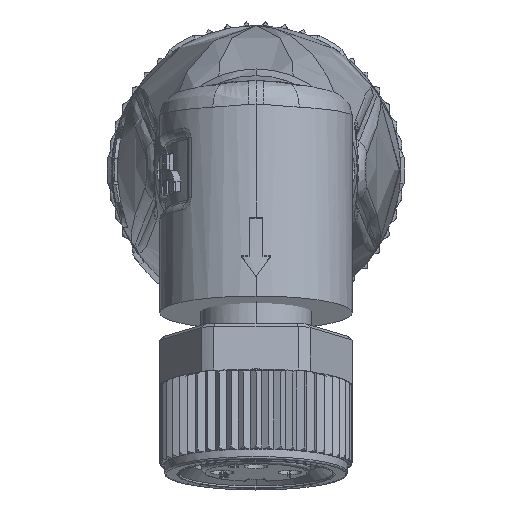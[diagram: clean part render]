
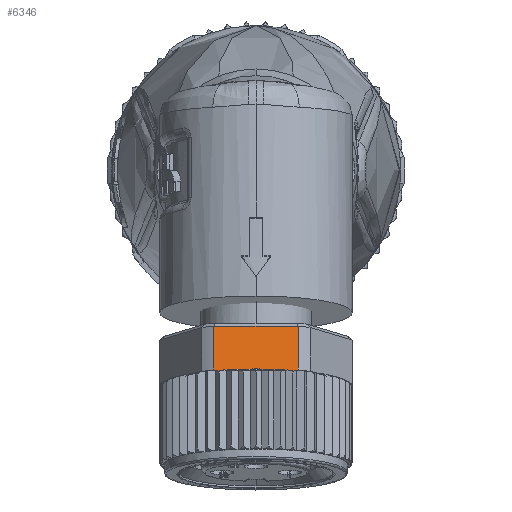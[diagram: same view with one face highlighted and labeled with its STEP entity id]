
A CAD part, front view. The second image highlights one B-rep face of the part: STEP entity #6346.
In plain terms, the highlighted planar face has unit normal (0, -0.985, 0.174).
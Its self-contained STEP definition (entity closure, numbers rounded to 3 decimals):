
#6346=ADVANCED_FACE('',(#14177),#14178,.F.);
#7204=EDGE_CURVE('',#15224,#15253,#15461,.T.);
#7212=EDGE_CURVE('',#15469,#15224,#15472,.T.);
#7220=EDGE_CURVE('',#15253,#15481,#15482,.T.);
#7760=EDGE_CURVE('',#15469,#16181,#16185,.T.);
#7768=EDGE_CURVE('',#16196,#16193,#16197,.T.);
#7772=EDGE_CURVE('',#16201,#16193,#16202,.T.);
#7776=EDGE_CURVE('',#16201,#16206,#16207,.T.);
#7804=EDGE_CURVE('',#16246,#16206,#16247,.T.);
#7832=EDGE_CURVE('',#16196,#16181,#16282,.T.);
#7834=EDGE_CURVE('',#16284,#16246,#16285,.T.);
#7836=EDGE_CURVE('',#16287,#16284,#16288,.T.);
#7838=EDGE_CURVE('',#16287,#16290,#16291,.T.);
#7840=EDGE_CURVE('',#16290,#16293,#16294,.T.);
#7842=EDGE_CURVE('',#15481,#16293,#16296,.T.);
#14177=FACE_OUTER_BOUND('',#66124,.T.);
#14178=PLANE('',#66125);
#15224=VERTEX_POINT('',#68302);
#15253=VERTEX_POINT('',#68361);
#15461=LINE('',#68802,#68803);
#15469=VERTEX_POINT('',#68815);
#15472=LINE('',#68819,#68820);
#15481=VERTEX_POINT('',#68835);
#15482=LINE('',#68836,#68837);
#16181=VERTEX_POINT('',#70665);
#16185=LINE('',#70671,#70672);
#16193=VERTEX_POINT('',#70693);
#16196=VERTEX_POINT('',#70697);
#16197=B_SPLINE_CURVE_WITH_KNOTS('',3,(#70698,#70699,#70700,#70701,#70702,#70703,#70704,#70705),.UNSPECIFIED.,.F.,.F.,(4,1,1,1,1,4),(0.0,0.2,0.4,0.6,0.8,1.0),.UNSPECIFIED.);
#16201=VERTEX_POINT('',#70718);
#16202=LINE('',#70719,#70720);
#16206=VERTEX_POINT('',#70727);
#16207=LINE('',#70728,#70729);
#16246=VERTEX_POINT('',#70850);
#16247=LINE('',#70851,#70852);
#16282=LINE('',#70929,#70930);
#16284=VERTEX_POINT('',#70933);
#16285=LINE('',#70934,#70935);
#16287=VERTEX_POINT('',#70938);
#16288=LINE('',#70939,#70940);
#16290=VERTEX_POINT('',#70943);
#16291=B_SPLINE_CURVE_WITH_KNOTS('',3,(#70944,#70945,#70946,#70947,#70948,#70949,#70950,#70951),.UNSPECIFIED.,.F.,.F.,(4,1,1,1,1,4),(0.0,0.2,0.4,0.6,0.8,1.0),.UNSPECIFIED.);
#16293=VERTEX_POINT('',#70954);
#16294=LINE('',#70955,#70956);
#16296=LINE('',#70959,#70960);
#66124=EDGE_LOOP('',(#97288,#97289,#97290,#97291,#97292,#97293,#97294,#97295,#97296,#97297,#97298,#97299,#97300,#97301));
#66125=AXIS2_PLACEMENT_3D('',#97302,#97303,#97304);
#68302=CARTESIAN_POINT('',(-2.179,-5.994,-8.086));
#68361=CARTESIAN_POINT('',(2.179,-5.994,-8.086));
#68802=CARTESIAN_POINT('',(-2.179,-5.994,-8.086));
#68803=VECTOR('',#100082,4.359);
#68815=CARTESIAN_POINT('',(-2.179,-6.393,-10.351));
#68819=CARTESIAN_POINT('',(-2.179,-6.393,-10.351));
#68820=VECTOR('',#100090,2.3);
#68835=CARTESIAN_POINT('',(2.179,-6.393,-10.351));
#68836=CARTESIAN_POINT('',(2.179,-5.994,-8.086));
#68837=VECTOR('',#100096,2.3);
#70665=CARTESIAN_POINT('',(-1.976,-6.393,-10.351));
#70671=CARTESIAN_POINT('',(-2.179,-6.393,-10.351));
#70672=VECTOR('',#100403,0.204);
#70693=CARTESIAN_POINT('',(-1.67,-6.393,-10.351));
#70697=CARTESIAN_POINT('',(-1.976,-6.4,-10.386));
#70698=CARTESIAN_POINT('',(-1.976,-6.4,-10.386));
#70699=CARTESIAN_POINT('',(-1.96,-6.399,-10.382));
#70700=CARTESIAN_POINT('',(-1.926,-6.398,-10.374));
#70701=CARTESIAN_POINT('',(-1.871,-6.396,-10.364));
#70702=CARTESIAN_POINT('',(-1.81,-6.395,-10.357));
#70703=CARTESIAN_POINT('',(-1.744,-6.394,-10.352));
#70704=CARTESIAN_POINT('',(-1.695,-6.393,-10.351));
#70705=CARTESIAN_POINT('',(-1.67,-6.393,-10.351));
#70718=CARTESIAN_POINT('',(-1.533,-6.393,-10.351));
#70719=CARTESIAN_POINT('',(-1.533,-6.393,-10.351));
#70720=VECTOR('',#100408,0.137);
#70727=CARTESIAN_POINT('',(-1.525,-6.393,-10.351));
#70728=CARTESIAN_POINT('',(-1.533,-6.393,-10.351));
#70729=VECTOR('',#100410,0.008);
#70850=CARTESIAN_POINT('',(1.525,-6.393,-10.351));
#70851=CARTESIAN_POINT('',(1.525,-6.393,-10.351));
#70852=VECTOR('',#100425,3.051);
#70929=CARTESIAN_POINT('',(-1.976,-6.4,-10.386));
#70930=VECTOR('',#100439,0.036);
#70933=CARTESIAN_POINT('',(1.533,-6.393,-10.351));
#70934=CARTESIAN_POINT('',(1.533,-6.393,-10.351));
#70935=VECTOR('',#100440,0.008);
#70938=CARTESIAN_POINT('',(1.67,-6.393,-10.351));
#70939=CARTESIAN_POINT('',(1.67,-6.393,-10.351));
#70940=VECTOR('',#100441,0.137);
#70943=CARTESIAN_POINT('',(1.976,-6.4,-10.386));
#70944=CARTESIAN_POINT('',(1.67,-6.393,-10.351));
#70945=CARTESIAN_POINT('',(1.695,-6.393,-10.351));
#70946=CARTESIAN_POINT('',(1.744,-6.394,-10.352));
#70947=CARTESIAN_POINT('',(1.81,-6.395,-10.357));
#70948=CARTESIAN_POINT('',(1.871,-6.396,-10.364));
#70949=CARTESIAN_POINT('',(1.926,-6.398,-10.374));
#70950=CARTESIAN_POINT('',(1.96,-6.399,-10.382));
#70951=CARTESIAN_POINT('',(1.976,-6.4,-10.386));
#70954=CARTESIAN_POINT('',(1.976,-6.393,-10.351));
#70955=CARTESIAN_POINT('',(1.976,-6.4,-10.386));
#70956=VECTOR('',#100442,0.036);
#70959=CARTESIAN_POINT('',(2.179,-6.393,-10.351));
#70960=VECTOR('',#100443,0.204);
#97288=ORIENTED_EDGE('',*,*,#7212,.F.);
#97289=ORIENTED_EDGE('',*,*,#7760,.T.);
#97290=ORIENTED_EDGE('',*,*,#7832,.F.);
#97291=ORIENTED_EDGE('',*,*,#7768,.T.);
#97292=ORIENTED_EDGE('',*,*,#7772,.F.);
#97293=ORIENTED_EDGE('',*,*,#7776,.T.);
#97294=ORIENTED_EDGE('',*,*,#7804,.F.);
#97295=ORIENTED_EDGE('',*,*,#7834,.F.);
#97296=ORIENTED_EDGE('',*,*,#7836,.F.);
#97297=ORIENTED_EDGE('',*,*,#7838,.T.);
#97298=ORIENTED_EDGE('',*,*,#7840,.T.);
#97299=ORIENTED_EDGE('',*,*,#7842,.F.);
#97300=ORIENTED_EDGE('',*,*,#7220,.F.);
#97301=ORIENTED_EDGE('',*,*,#7204,.F.);
#97302=CARTESIAN_POINT('',(2.179,-6.393,-10.351));
#97303=DIRECTION('',(0.0,0.985,-0.174));
#97304=DIRECTION('',(0.0,-0.174,-0.985));
#100082=DIRECTION('',(1.0,0.,0.));
#100090=DIRECTION('',(0.,0.174,0.985));
#100096=DIRECTION('',(0.,-0.174,-0.985));
#100403=DIRECTION('',(1.0,0.0,0.0));
#100408=DIRECTION('',(-1.0,0.0,0.0));
#100410=DIRECTION('',(1.0,0.0,0.0));
#100425=DIRECTION('',(-1.0,0.0,0.0));
#100439=DIRECTION('',(0.0,0.174,0.985));
#100440=DIRECTION('',(-1.0,0.0,0.0));
#100441=DIRECTION('',(-1.0,0.0,0.0));
#100442=DIRECTION('',(0.0,0.174,0.985));
#100443=DIRECTION('',(-1.0,0.0,0.0));
